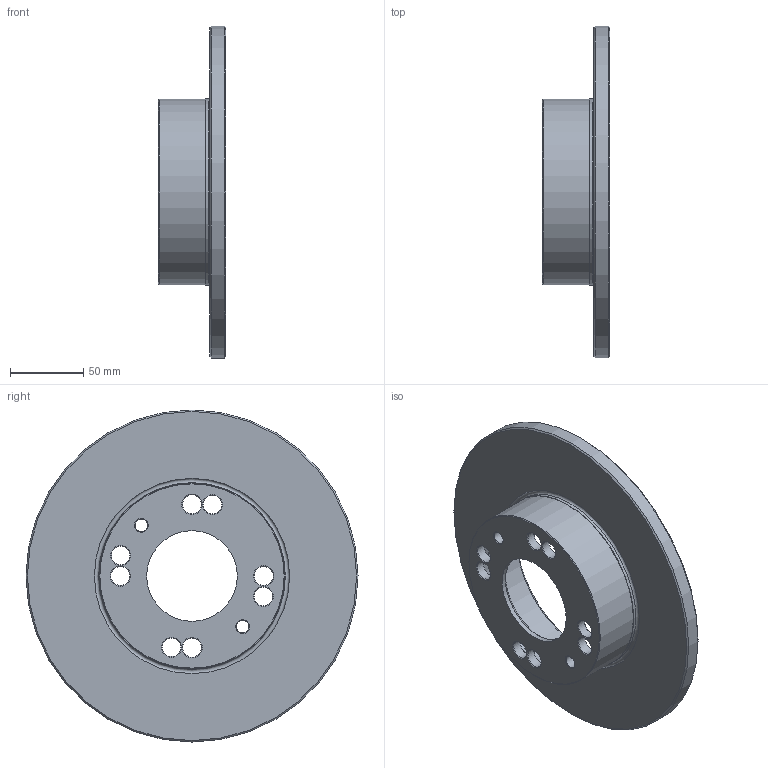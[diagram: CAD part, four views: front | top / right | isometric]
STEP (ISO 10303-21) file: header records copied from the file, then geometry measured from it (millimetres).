
FILE_DESCRIPTION(/* description */ (''),/* implementation_level */ '2;1');
FILE_NAME(/* name */ 'MANIFOLD_SOLID_BREP_2640__1_MIR.stp',/* time_stamp */ '2016-06-02T11:34:15+02:00',/* author */ (''),/* organization */ (''),/* preprocessor_version */ 'ST-DEVELOPER v16.5',/* originating_system */ 'Autodesk Translation Framework v5.0.0.3310',/* authorisation */ '');
FILE_SCHEMA (('AUTOMOTIVE_DESIGN { 1 0 10303 214 3 1 1 }'));
Length unit declared in the file: centimetre
Products named in the file (1): MANIFOLD_SOLID_BREP_2640__1_MIR
Bounding box: 46 x 227 x 227 mm (x, y, z)
Volume: 425419.9 mm3; surface area: 110867.7 mm2
Topology: 1 solids, 1 shells, 48 faces, 112 edges, 70 vertices
Faces by surface type: cone 21, cylinder 17, plane 6, torus 4
Full cylindrical faces by diameter (mm): 8.5 x2, 12.5 x4, 13 x4, 62 x1, 117 x1, 118 x1, 127 x1, 127.6 x1, 133.5 x1, 227 x1
Entity records: 1132 total; most frequent: DIRECTION 214, CARTESIAN_POINT 165, EDGE_LOOP 116, ORIENTED_EDGE 116, AXIS2_PLACEMENT_3D 107, FACE_BOUND 68, CIRCLE 58, VERTEX_POINT 58
